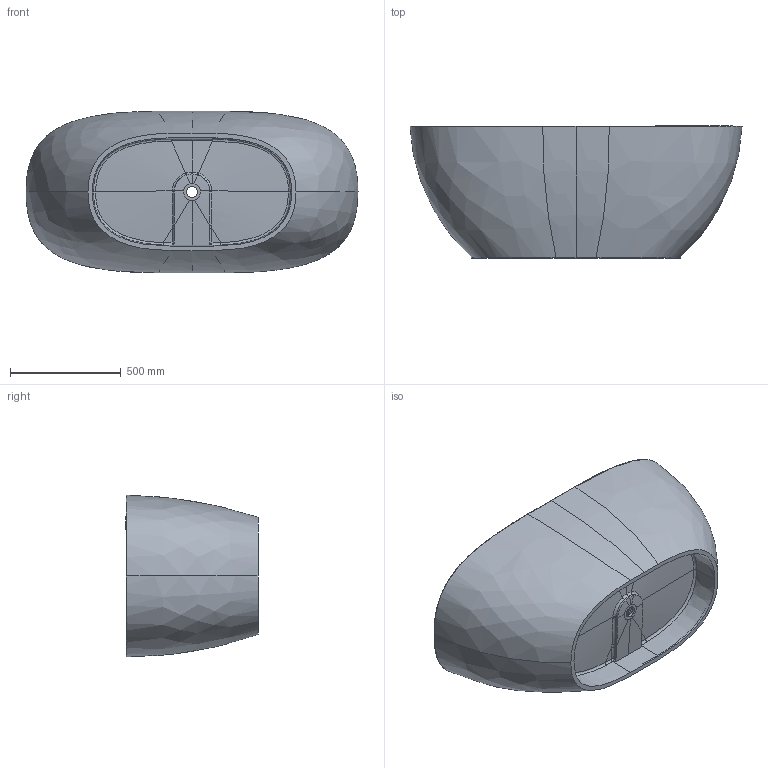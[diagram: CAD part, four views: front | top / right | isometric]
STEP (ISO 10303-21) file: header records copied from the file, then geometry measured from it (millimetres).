
FILE_DESCRIPTION((''),'2;1');
FILE_NAME('6161A','2021-05-06T11:58:45',('cai'),(''),'CREO PARAMETRIC BY PTC INC, 2018020','CREO PARAMETRIC BY PTC INC, 2018020','');
FILE_SCHEMA(('CONFIG_CONTROL_DESIGN'));
Length unit declared in the file: millimetre
Products named in the file (1): 6161A
Bounding box: 1499.91 x 596.45 x 729.99 mm (x, y, z)
Volume: 64754013.5 mm3; surface area: 6154580.5 mm2
Topology: 1 solids, 2 shells, 157 faces, 380 edges, 226 vertices
Faces by surface type: bspline 126, plane 14, cylinder 7, extrusion 4, cone 4, sphere 2
Entity records: 13535 total; most frequent: CARTESIAN_POINT 10683, ORIENTED_EDGE 750, EDGE_CURVE 380, DIRECTION 298, B_SPLINE_CURVE_WITH_KNOTS 230, VERTEX_POINT 226, EDGE_LOOP 161, FACE_OUTER_BOUND 157
